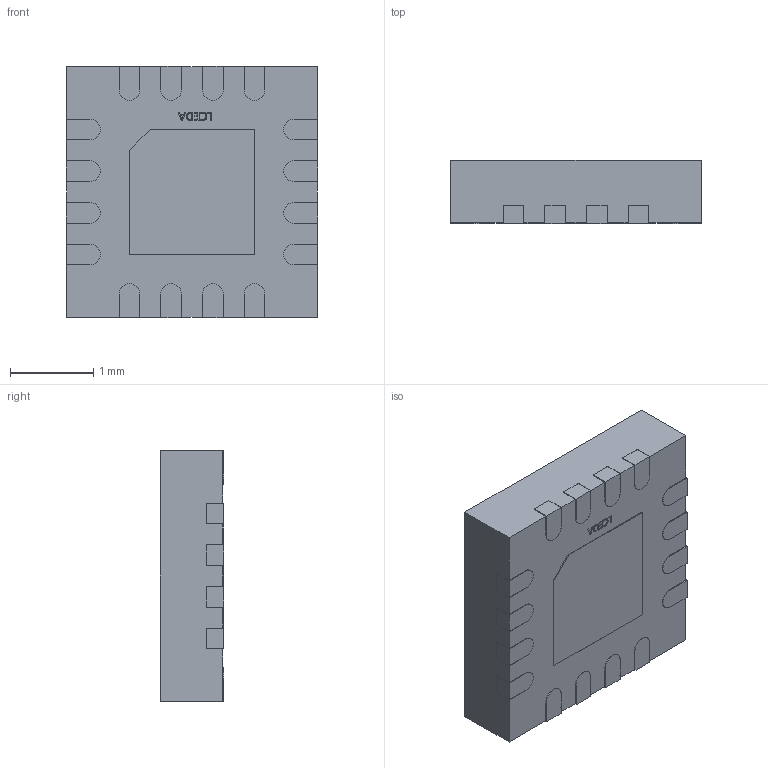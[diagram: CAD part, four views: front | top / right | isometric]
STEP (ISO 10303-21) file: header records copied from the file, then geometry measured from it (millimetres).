
FILE_DESCRIPTION(/* description */ ('STEP AP242','CAx-IF Rec.Pracs.---Representation and Presentation of Product Manufacturing Information (PMI)---4.0---2014-10-13','CAx-IF Rec.Pracs.---3D Tessellated Geometry---0.4---2014-09-14','2;1'),/* implementation_level */ '2;1');
FILE_NAME(/* name */ '68179361a353bf3f4c51561d',/* time_stamp */ '2025-05-04T16:18:42Z',/* author */ (''),/* organization */ (''),/* preprocessor_version */ 'ST-DEVELOPER v20',/* originating_system */ 'ONSHAPE BY PTC INC, 1.197',/* authorisation */ ' ');
FILE_SCHEMA (('AP242_MANAGED_MODEL_BASED_3D_ENGINEERING_MIM_LF { 1 0 10303 442 1 1 4 }'));
Length unit declared in the file: metre
Products named in the file (1): TQFN-16_L3.0-W3.0-P0.50-BL-EP1.5~TQFN-16_L3.0-W3.0-P0.50-BL-EP1.5~xus
r
Bounding box: 3.02 x 0.76 x 3.02 mm (x, y, z)
Volume: 6.8 mm3; surface area: 27.4 mm2
Topology: 1 solids, 1 shells, 169 faces, 474 edges, 316 vertices
Faces by surface type: plane 138, cylinder 19, bspline 12
Full cylindrical faces by diameter (mm): 0.261 x1
Entity records: 7204 total; most frequent: CARTESIAN_POINT 1681, ORIENTED_EDGE 946, DIRECTION 801, EDGE_CURVE 473, LINE 409, VECTOR 409, VERTEX_POINT 316, AXIS2_PLACEMENT_3D 196
